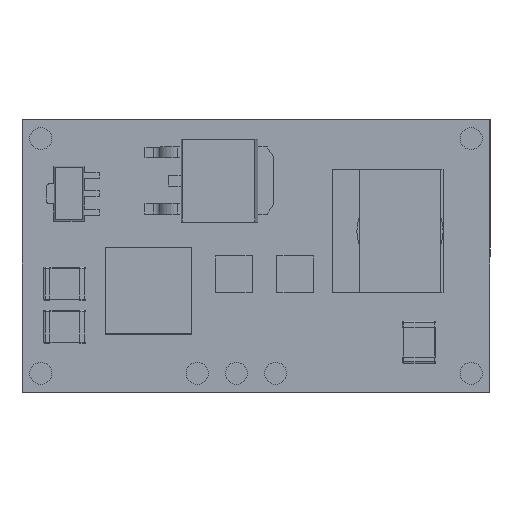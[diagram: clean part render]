
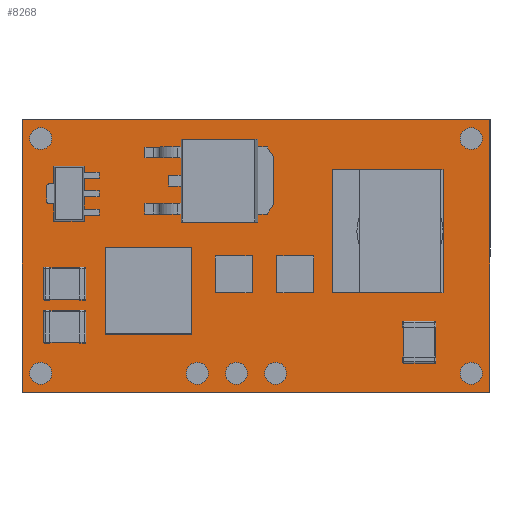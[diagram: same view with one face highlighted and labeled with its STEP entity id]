
A CAD part, top view. The second image highlights one B-rep face of the part: STEP entity #8268.
In plain terms, the highlighted planar face has unit normal (0, 0, 1).
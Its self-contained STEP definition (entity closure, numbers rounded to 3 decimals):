
#8138=CARTESIAN_POINT('',(-18.985,-11.049,2.6));
#8139=VERTEX_POINT('',#8138);
#8140=CARTESIAN_POINT('',(-18.985,11.049,2.6));
#8141=VERTEX_POINT('',#8140);
#8142=CARTESIAN_POINT('',(-18.985,-11.049,2.6));
#8143=DIRECTION('',(0.0,1.0,0.0));
#8144=VECTOR('',#8143,22.098);
#8145=LINE('',#8142,#8144);
#8146=EDGE_CURVE('',#8139,#8141,#8145,.T.);
#8178=CARTESIAN_POINT('',(18.985,11.049,2.6));
#8179=VERTEX_POINT('',#8178);
#8180=CARTESIAN_POINT('',(-18.985,11.049,2.6));
#8181=DIRECTION('',(1.0,0.0,0.0));
#8182=VECTOR('',#8181,37.97);
#8183=LINE('',#8180,#8182);
#8184=EDGE_CURVE('',#8141,#8179,#8183,.T.);
#8209=CARTESIAN_POINT('',(18.985,-11.049,2.6));
#8210=VERTEX_POINT('',#8209);
#8211=CARTESIAN_POINT('',(18.985,-11.049,2.6));
#8212=DIRECTION('',(0.0,1.0,0.0));
#8213=VECTOR('',#8212,22.098);
#8214=LINE('',#8211,#8213);
#8215=EDGE_CURVE('',#8179,#8210,#8214,.F.);
#8240=CARTESIAN_POINT('',(18.985,-11.049,2.6));
#8241=DIRECTION('',(-1.0,0.0,0.0));
#8242=VECTOR('',#8241,37.97);
#8243=LINE('',#8240,#8242);
#8244=EDGE_CURVE('',#8210,#8139,#8243,.T.);
#8257=CARTESIAN_POINT('',(-9.525,-3.174,2.6));
#8258=DIRECTION('',(0.0,0.0,1.0));
#8259=DIRECTION('',(1.0,0.0,0.0));
#8260=AXIS2_PLACEMENT_3D('',#8257,#8258,#8259);
#8261=PLANE('',#8260);
#8262=ORIENTED_EDGE('',*,*,#8146,.F.);
#8263=ORIENTED_EDGE('',*,*,#8244,.F.);
#8264=ORIENTED_EDGE('',*,*,#8215,.F.);
#8265=ORIENTED_EDGE('',*,*,#8184,.F.);
#8266=EDGE_LOOP('',(#8262,#8263,#8264,#8265));
#8267=FACE_OUTER_BOUND('',#8266,.T.);
#8268=ADVANCED_FACE('',(#8267),#8261,.T.);
